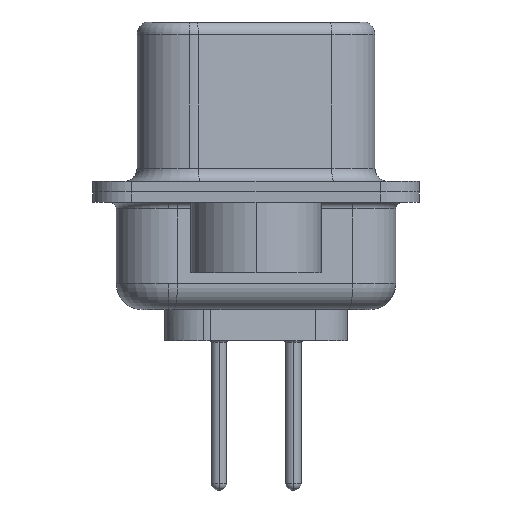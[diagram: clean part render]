
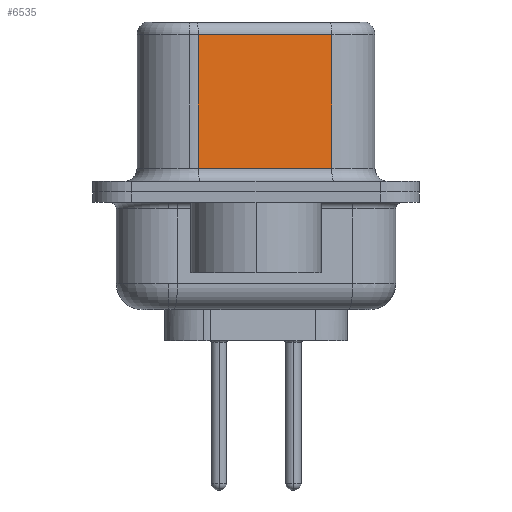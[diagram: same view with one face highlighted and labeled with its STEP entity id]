
A CAD part, left-side view. The second image highlights one B-rep face of the part: STEP entity #6535.
In plain terms, the highlighted planar face has unit normal (-0.985, -0.174, 0).
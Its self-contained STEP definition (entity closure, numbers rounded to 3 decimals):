
#508 = LINE ( 'NONE', #4875, #13530 ) ;
#580 = CARTESIAN_POINT ( 'NONE',  ( 4.58, -2.897, 6.52 ) ) ;
#671 = CARTESIAN_POINT ( 'NONE',  ( 4.58, -2.897, 6.52 ) ) ;
#1702 = ORIENTED_EDGE ( 'NONE', *, *, #2086, .F. ) ;
#1981 = CARTESIAN_POINT ( 'NONE',  ( 3.68, 2.203, 6.52 ) ) ;
#2061 = VECTOR ( 'NONE', #9296, 1000. ) ;
#2086 = EDGE_CURVE ( 'NONE', #6262, #14087, #13600, .T. ) ;
#2219 = VERTEX_POINT ( 'NONE', #6426 ) ;
#3053 = DIRECTION ( 'NONE',  ( 0., 0., -1. ) ) ;
#3385 = CARTESIAN_POINT ( 'NONE',  ( 3.68, 2.203, 6.02 ) ) ;
#3534 = EDGE_CURVE ( 'NONE', #2219, #14087, #508, .T. ) ;
#3826 = FACE_OUTER_BOUND ( 'NONE', #11765, .T. ) ;
#4379 = VECTOR ( 'NONE', #3053, 1000. ) ;
#4875 = CARTESIAN_POINT ( 'NONE',  ( 4.58, -2.897, 0.9 ) ) ;
#4948 = CARTESIAN_POINT ( 'NONE',  ( 4.58, -2.897, 6.02 ) ) ;
#5030 = DIRECTION ( 'NONE',  ( 0.985, 0.174, 0. ) ) ;
#6115 = EDGE_CURVE ( 'NONE', #8666, #2219, #11693, .T. ) ;
#6262 = VERTEX_POINT ( 'NONE', #10037 ) ;
#6426 = CARTESIAN_POINT ( 'NONE',  ( 3.68, 2.203, 0.9 ) ) ;
#6535 = ADVANCED_FACE ( 'NONE', ( #3826 ), #10452, .F. ) ;
#8449 = ORIENTED_EDGE ( 'NONE', *, *, #3534, .T. ) ;
#8666 = VERTEX_POINT ( 'NONE', #3385 ) ;
#9296 = DIRECTION ( 'NONE',  ( -0.174, 0.985, 0. ) ) ;
#10037 = CARTESIAN_POINT ( 'NONE',  ( 4.58, -2.897, 6.02 ) ) ;
#10372 = LINE ( 'NONE', #4948, #2061 ) ;
#10452 = PLANE ( 'NONE',  #12773 ) ;
#10823 = EDGE_CURVE ( 'NONE', #6262, #8666, #10372, .T. ) ;
#10859 = ORIENTED_EDGE ( 'NONE', *, *, #10823, .T. ) ;
#11595 = CARTESIAN_POINT ( 'NONE',  ( 4.58, -2.897, 0.9 ) ) ;
#11693 = LINE ( 'NONE', #1981, #4379 ) ;
#11765 = EDGE_LOOP ( 'NONE', ( #1702, #10859, #13367, #8449 ) ) ;
#12332 = DIRECTION ( 'NONE',  ( -0.174, 0.985, 0. ) ) ;
#12773 = AXIS2_PLACEMENT_3D ( 'NONE', #671, #5030, #12332 ) ;
#13088 = VECTOR ( 'NONE', #13524, 1000. ) ;
#13367 = ORIENTED_EDGE ( 'NONE', *, *, #6115, .T. ) ;
#13524 = DIRECTION ( 'NONE',  ( 0., 0., -1. ) ) ;
#13530 = VECTOR ( 'NONE', #13668, 1000. ) ;
#13600 = LINE ( 'NONE', #580, #13088 ) ;
#13668 = DIRECTION ( 'NONE',  ( 0.174, -0.985, 0. ) ) ;
#14087 = VERTEX_POINT ( 'NONE', #11595 ) ;
